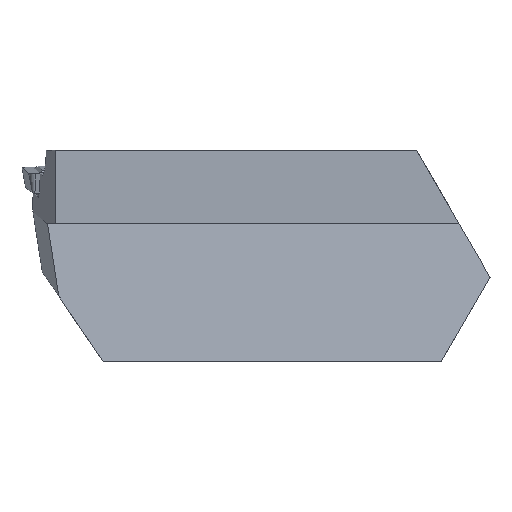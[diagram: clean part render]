
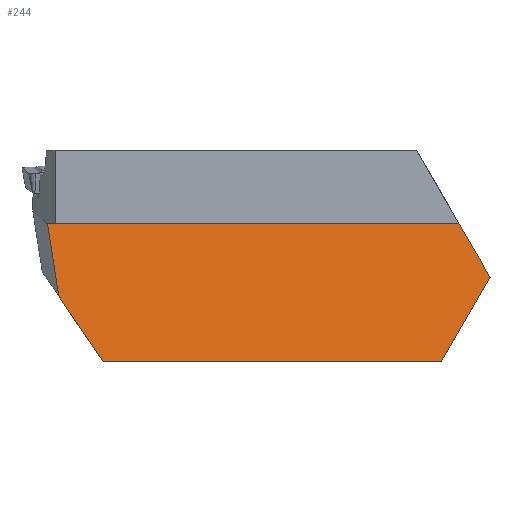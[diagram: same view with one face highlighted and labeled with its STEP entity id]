
A CAD part, top view. The second image highlights one B-rep face of the part: STEP entity #244.
In plain terms, the highlighted planar face has unit normal (0, 0.139, 0.99).
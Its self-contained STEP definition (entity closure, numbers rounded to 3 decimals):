
#147=FACE_OUTER_BOUND('',#415,.T.);
#244=ADVANCED_FACE('',(#147),#296,.F.);
#296=PLANE('',#1479);
#415=EDGE_LOOP('',(#682,#683,#684,#685,#686,#687,#688));
#682=ORIENTED_EDGE('',*,*,#1045,.F.);
#683=ORIENTED_EDGE('',*,*,#1058,.T.);
#684=ORIENTED_EDGE('',*,*,#1059,.T.);
#685=ORIENTED_EDGE('',*,*,#1060,.T.);
#686=ORIENTED_EDGE('',*,*,#1061,.T.);
#687=ORIENTED_EDGE('',*,*,#1031,.T.);
#688=ORIENTED_EDGE('',*,*,#1051,.T.);
#882=VERTEX_POINT('',#2162);
#883=VERTEX_POINT('',#2164);
#895=VERTEX_POINT('',#2191);
#896=VERTEX_POINT('',#2193);
#901=VERTEX_POINT('',#2216);
#902=VERTEX_POINT('',#2218);
#903=VERTEX_POINT('',#2220);
#1031=EDGE_CURVE('',#883,#882,#1169,.T.);
#1045=EDGE_CURVE('',#895,#896,#1181,.T.);
#1051=EDGE_CURVE('',#882,#896,#1187,.T.);
#1058=EDGE_CURVE('',#895,#901,#1193,.T.);
#1059=EDGE_CURVE('',#901,#902,#1194,.T.);
#1060=EDGE_CURVE('',#902,#903,#1195,.T.);
#1061=EDGE_CURVE('',#903,#883,#1196,.T.);
#1169=LINE('',#2163,#1295);
#1181=LINE('',#2192,#1307);
#1187=LINE('',#2202,#1313);
#1193=LINE('',#2215,#1319);
#1194=LINE('',#2217,#1320);
#1195=LINE('',#2219,#1321);
#1196=LINE('',#2221,#1322);
#1295=VECTOR('',#1722,1.);
#1307=VECTOR('',#1742,1.);
#1313=VECTOR('',#1752,1.);
#1319=VECTOR('',#1766,1.);
#1320=VECTOR('',#1767,1.);
#1321=VECTOR('',#1768,1.);
#1322=VECTOR('',#1769,1.);
#1479=AXIS2_PLACEMENT_3D('',#2222,#1770,#1771);
#1722=DIRECTION('',(0.015,-0.99,0.139));
#1742=DIRECTION('',(-0.555,0.823,-0.116));
#1752=DIRECTION('',(0.15,-0.979,0.138));
#1766=DIRECTION('',(1.,0.,0.));
#1767=DIRECTION('',(0.496,0.86,-0.121));
#1768=DIRECTION('',(-0.496,0.86,-0.121));
#1769=DIRECTION('',(-1.,0.,0.));
#1770=DIRECTION('',(0.,-0.139,-0.99));
#1771=DIRECTION('',(0.,0.99,-0.139));
#2162=CARTESIAN_POINT('',(-70.51,-7.331,0.018));
#2163=CARTESIAN_POINT('',(-70.505,-7.685,0.068));
#2164=CARTESIAN_POINT('',(-70.512,-7.2,0.));
#2191=CARTESIAN_POINT('',(-61.426,-29.9,3.19));
#2192=CARTESIAN_POINT('',(-64.487,-25.362,2.552));
#2193=CARTESIAN_POINT('',(-68.7,-19.117,1.675));
#2202=CARTESIAN_POINT('',(-69.773,-12.133,0.693));
#2215=CARTESIAN_POINT('',(-37.03,-29.9,3.19));
#2216=CARTESIAN_POINT('',(-6.037,-29.9,3.19));
#2217=CARTESIAN_POINT('',(-4.395,-27.055,2.79));
#2218=CARTESIAN_POINT('',(1.963,-16.044,1.243));
#2219=CARTESIAN_POINT('',(-11.491,7.259,-2.032));
#2220=CARTESIAN_POINT('',(-3.143,-7.2,0.));
#2221=CARTESIAN_POINT('',(-75.5,-7.2,0.));
#2222=CARTESIAN_POINT('',(-37.03,-7.2,0.));
